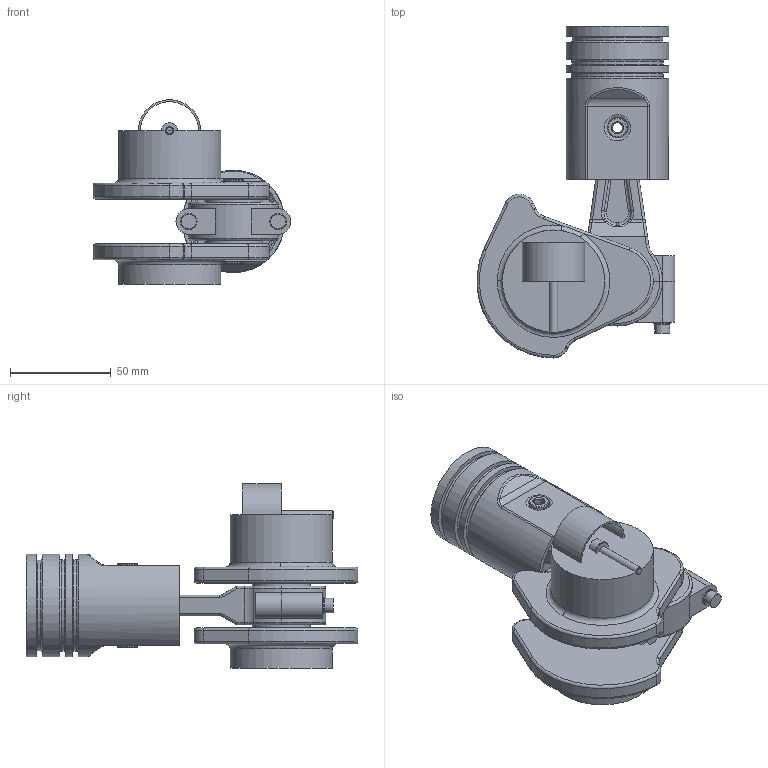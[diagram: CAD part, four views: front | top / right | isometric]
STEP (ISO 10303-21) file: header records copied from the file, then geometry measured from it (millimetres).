
FILE_DESCRIPTION(('HOOPS Exchange Step'),'2;1');
FILE_NAME('Piston_Crank.dsco.stp','2024-11-11T23:20:08+04:-30',('Alireza'),('Unknown organisation'),'HOOPS Exchange 2023.2','HOOPS Exchange','Unknown authorisation');
FILE_SCHEMA( ('AUTOMOTIVE_DESIGN { 1 0 10303 214 1 1 1 1 }') );
Length unit declared in the file: millimetre
Products named in the file (4): bearing_large_end.prt; bolt.prt; connecting_rod.asm; Piston_Crank_Static_Stress
Assembly tree (5 placements, depth 3):
  Piston_Crank_Static_Stress
    connecting_rod.asm
      bearing_large_end.prt  x2
      bolt.prt  x2
Bounding box: 98.34 x 164.85 x 91.7 mm (x, y, z)
Volume: 239731 mm3; surface area: 88319.7 mm2
Topology: 12 solids, 13 shells, 417 faces, 980 edges, 607 vertices
Faces by surface type: cylinder 159, plane 110, torus 74, bspline 64, cone 10
Full cylindrical faces by diameter (mm): 4 x5, 5 x1, 5.5 x2, 7.38 x3, 8.3 x3, 10 x3, 12 x1, 14 x2, 22 x1, 29 x1, 32 x1, 35 x1, 36 x1, 40.8 x1, 41.32 x2, 44.8 x1, 45.32 x2, 46.8 x3, 50.8 x6
Entity records: 19380 total; most frequent: CARTESIAN_POINT 10370, DIRECTION 1873, ORIENTED_EDGE 1844, EDGE_CURVE 922, AXIS2_PLACEMENT_3D 788, VERTEX_POINT 567, CIRCLE 445, EDGE_LOOP 423
